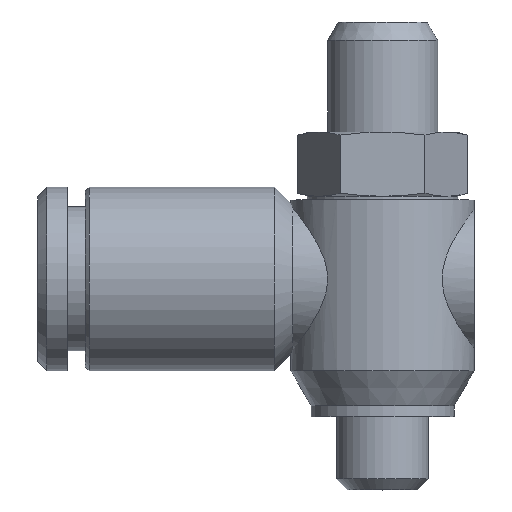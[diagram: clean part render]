
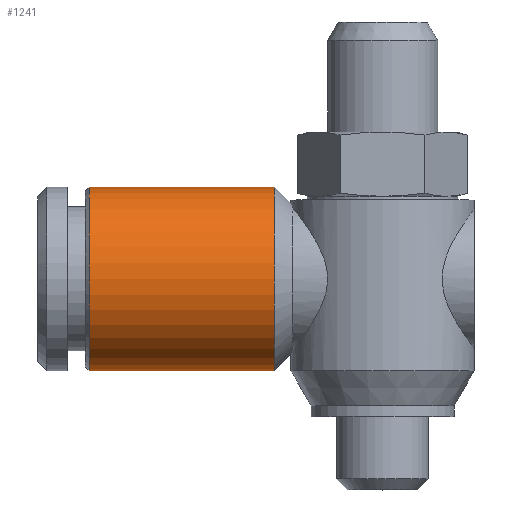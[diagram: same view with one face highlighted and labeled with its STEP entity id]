
A CAD part, top view. The second image highlights one B-rep face of the part: STEP entity #1241.
In plain terms, the highlighted cylindrical face has radius 5 mm (diameter 10 mm), a partial arc.
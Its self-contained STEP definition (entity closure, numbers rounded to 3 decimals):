
#500=CARTESIAN_POINT('',(-16.,0.,0.));
#501=DIRECTION('',(1.,0.,0.));
#502=DIRECTION('',(0.,1.,0.));
#503=AXIS2_PLACEMENT_3D('',#500,#501,#502);
#505=CARTESIAN_POINT('',(-5.9,0.,0.));
#506=DIRECTION('',(1.,0.,0.));
#507=DIRECTION('',(0.,1.,0.));
#508=AXIS2_PLACEMENT_3D('',#505,#506,#507);
#510=DIRECTION('',(-1.,0.,0.));
#511=VECTOR('',#510,10.1);
#512=CARTESIAN_POINT('',(-5.9,5.,0.));
#513=LINE('',#512,#511);
#514=DIRECTION('',(-1.,0.,0.));
#515=VECTOR('',#514,10.1);
#516=CARTESIAN_POINT('',(-5.9,-5.,0.));
#517=LINE('',#516,#515);
#541=CARTESIAN_POINT('',(-5.9,5.,0.));
#542=CARTESIAN_POINT('',(-16.,5.,0.));
#543=VERTEX_POINT('',#541);
#544=VERTEX_POINT('',#542);
#547=CARTESIAN_POINT('',(-5.9,-5.,0.));
#548=CARTESIAN_POINT('',(-16.,-5.,0.));
#549=VERTEX_POINT('',#547);
#550=VERTEX_POINT('',#548);
#1227=CARTESIAN_POINT('',(-17.01,0.,0.));
#1228=DIRECTION('',(1.,0.,0.));
#1229=DIRECTION('',(0.,-1.,0.));
#1230=AXIS2_PLACEMENT_3D('',#1227,#1228,#1229);
#1231=CYLINDRICAL_SURFACE('',#1230,5.);
#1233=ORIENTED_EDGE('',*,*,#1232,.F.);
#1235=ORIENTED_EDGE('',*,*,#1234,.T.);
#1237=ORIENTED_EDGE('',*,*,#1236,.T.);
#1238=ORIENTED_EDGE('',*,*,#1220,.F.);
#1239=EDGE_LOOP('',(#1233,#1235,#1237,#1238));
#1240=FACE_OUTER_BOUND('',#1239,.F.);
#1241=ADVANCED_FACE('',(#1240),#1231,.T.);
#504=CIRCLE('',#503,5.);
#509=CIRCLE('',#508,5.);
#1220=EDGE_CURVE('',#544,#550,#504,.T.);
#1232=EDGE_CURVE('',#543,#544,#513,.T.);
#1234=EDGE_CURVE('',#543,#549,#509,.T.);
#1236=EDGE_CURVE('',#549,#550,#517,.T.);
